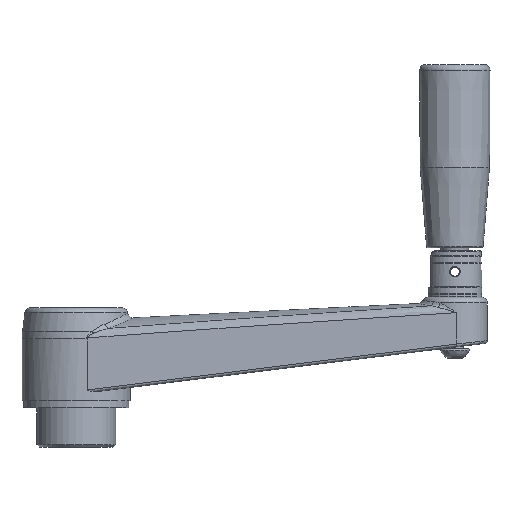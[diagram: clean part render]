
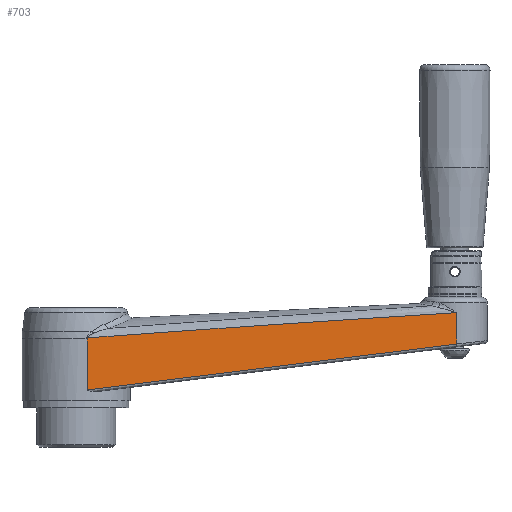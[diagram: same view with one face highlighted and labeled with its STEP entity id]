
A CAD part, front view. The second image highlights one B-rep face of the part: STEP entity #703.
In plain terms, the highlighted planar face has unit normal (0.056, -0.999, 0).
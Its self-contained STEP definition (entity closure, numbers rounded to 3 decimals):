
#703 = ADVANCED_FACE( '', ( #1489 ), #1490, .T. );
#1489 = FACE_OUTER_BOUND( '', #3965, .T. );
#1490 = PLANE( '', #3966 );
#3965 = EDGE_LOOP( '', ( #5988, #5989, #5990, #5991, #5992 ) );
#3966 = AXIS2_PLACEMENT_3D( '', #5993, #5994, #5995 );
#5988 = ORIENTED_EDGE( '', *, *, #6839, .T. );
#5989 = ORIENTED_EDGE( '', *, *, #6608, .T. );
#5990 = ORIENTED_EDGE( '', *, *, #6253, .F. );
#5991 = ORIENTED_EDGE( '', *, *, #6737, .T. );
#5992 = ORIENTED_EDGE( '', *, *, #6884, .T. );
#5993 = CARTESIAN_POINT( '', ( -64.927, -19.151, 50. ) );
#5994 = DIRECTION( '', ( 0.056, -0.998, 0. ) );
#5995 = DIRECTION( '', ( 0.998, 0.056, 0. ) );
#6253 = EDGE_CURVE( '', #7069, #7070, #7071, .T. );
#6608 = EDGE_CURVE( '', #7630, #7070, #7633, .T. );
#6737 = EDGE_CURVE( '', #7069, #7811, #7812, .T. );
#6839 = EDGE_CURVE( '', #7939, #7630, #7940, .T. );
#6884 = EDGE_CURVE( '', #7811, #7939, #7992, .F. );
#7069 = VERTEX_POINT( '', #8250 );
#7070 = VERTEX_POINT( '', #8251 );
#7071 = LINE( '', #8252, #8253 );
#7630 = VERTEX_POINT( '', #9664 );
#7633 = LINE( '', #9683, #9684 );
#7811 = VERTEX_POINT( '', #10131 );
#7812 = ELLIPSE( '', #10132, 715.897, 39.786 );
#7939 = VERTEX_POINT( '', #10417 );
#7940 = LINE( '', #10418, #10419 );
#7992 = B_SPLINE_CURVE_WITH_KNOTS( '', 3, ( #10551, #10552, #10553, #10554, #10555, #10556, #10557, #10558, #10559, #10560, #10561, #10562, #10563, #10564, #10565, #10566, #10567, #10568, #10569, #10570, #10571 ), .UNSPECIFIED., .F., .F., ( 4, 2, 2, 1, 2, 2, 1, 1, 1, 2, 2, 1, 4 ), ( 0., 0., 0., 0., 0., 0., 0., 0., 0., 0., 0., 0., 0. ), .UNSPECIFIED. );
#8250 = CARTESIAN_POINT( '', ( 71.778, -11.532, 33.808 ) );
#8251 = CARTESIAN_POINT( '', ( 71.778, -11.532, 22.669 ) );
#8252 = CARTESIAN_POINT( '', ( 71.778, -11.532, 50. ) );
#8253 = VECTOR( '', #10771, 1000. );
#9664 = CARTESIAN_POINT( '', ( -59.28, -18.836, 6.386 ) );
#9683 = CARTESIAN_POINT( '', ( 71.656, -11.539, 22.653 ) );
#9684 = VECTOR( '', #11212, 1000. );
#10131 = CARTESIAN_POINT( '', ( -59.145, -18.829, 24.87 ) );
#10132 = AXIS2_PLACEMENT_3D( '', #11346, #11347, #11348 );
#10417 = CARTESIAN_POINT( '', ( -59.28, -18.836, 24.476 ) );
#10418 = CARTESIAN_POINT( '', ( -59.28, -18.836, 0. ) );
#10419 = VECTOR( '', #11464, 1000. );
#10551 = CARTESIAN_POINT( '', ( -59.28, -18.836, 24.476 ) );
#10552 = CARTESIAN_POINT( '', ( -59.276, -18.836, 24.511 ) );
#10553 = CARTESIAN_POINT( '', ( -59.271, -18.836, 24.545 ) );
#10554 = CARTESIAN_POINT( '', ( -59.257, -18.835, 24.614 ) );
#10555 = CARTESIAN_POINT( '', ( -59.248, -18.834, 24.647 ) );
#10556 = CARTESIAN_POINT( '', ( -59.231, -18.833, 24.697 ) );
#10557 = CARTESIAN_POINT( '', ( -59.222, -18.833, 24.722 ) );
#10558 = CARTESIAN_POINT( '', ( -59.212, -18.832, 24.746 ) );
#10559 = CARTESIAN_POINT( '', ( -59.205, -18.832, 24.762 ) );
#10560 = CARTESIAN_POINT( '', ( -59.201, -18.832, 24.77 ) );
#10561 = CARTESIAN_POINT( '', ( -59.19, -18.831, 24.794 ) );
#10562 = CARTESIAN_POINT( '', ( -59.177, -18.83, 24.818 ) );
#10563 = CARTESIAN_POINT( '', ( -59.161, -18.83, 24.844 ) );
#10564 = CARTESIAN_POINT( '', ( -59.154, -18.829, 24.856 ) );
#10565 = CARTESIAN_POINT( '', ( -59.151, -18.829, 24.86 ) );
#10566 = CARTESIAN_POINT( '', ( -59.151, -18.829, 24.861 ) );
#10567 = CARTESIAN_POINT( '', ( -59.15, -18.829, 24.861 ) );
#10568 = CARTESIAN_POINT( '', ( -59.149, -18.829, 24.863 ) );
#10569 = CARTESIAN_POINT( '', ( -59.148, -18.829, 24.865 ) );
#10570 = CARTESIAN_POINT( '', ( -59.146, -18.829, 24.868 ) );
#10571 = CARTESIAN_POINT( '', ( -59.145, -18.829, 24.87 ) );
#10771 = DIRECTION( '', ( 0., 0., -1. ) );
#11212 = DIRECTION( '', ( 0.991, 0.055, 0.123 ) );
#11346 = CARTESIAN_POINT( '', ( 224.953, -2.995, 2.593 ) );
#11347 = DIRECTION( '', ( 0.056, -0.998, 0. ) );
#11348 = DIRECTION( '', ( -0.997, -0.056, -0.05 ) );
#11464 = DIRECTION( '', ( 0., 0., -1. ) );
